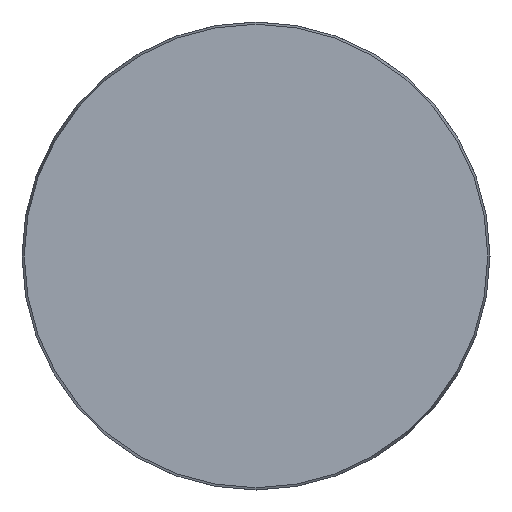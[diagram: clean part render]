
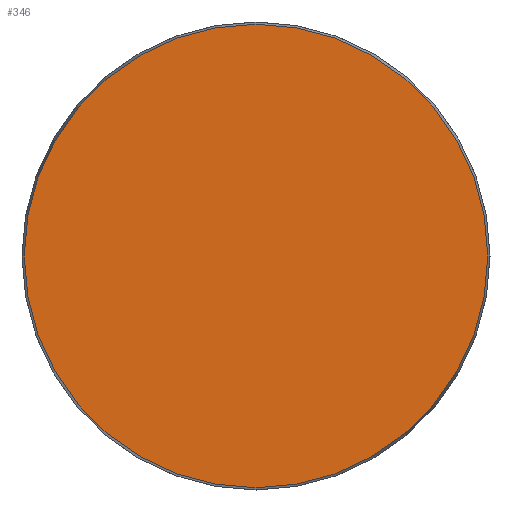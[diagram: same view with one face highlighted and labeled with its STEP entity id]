
A CAD part, front view. The second image highlights one B-rep face of the part: STEP entity #346.
In plain terms, the highlighted planar face has unit normal (0, -1, 0).
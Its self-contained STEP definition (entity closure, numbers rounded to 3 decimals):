
#46 = DIRECTION ( 'NONE',  ( 0., 1., 0. ) ) ;
#81 = CARTESIAN_POINT ( 'NONE',  ( 0., 0., -58.425 ) ) ;
#175 = DIRECTION ( 'NONE',  ( 0., 0., 1. ) ) ;
#179 = PLANE ( 'NONE',  #200 ) ;
#200 = AXIS2_PLACEMENT_3D ( 'NONE', #430, #46, #175 ) ;
#222 = FACE_OUTER_BOUND ( 'NONE', #492, .T. ) ;
#235 = CIRCLE ( 'NONE', #290, 58.425 ) ;
#242 = EDGE_CURVE ( 'NONE', #247, #247, #235, .T. ) ;
#247 = VERTEX_POINT ( 'NONE', #81 ) ;
#290 = AXIS2_PLACEMENT_3D ( 'NONE', #296, #479, #522 ) ;
#296 = CARTESIAN_POINT ( 'NONE',  ( 0., 0., 0. ) ) ;
#315 = ORIENTED_EDGE ( 'NONE', *, *, #242, .T. ) ;
#346 = ADVANCED_FACE ( 'NONE', ( #222 ), #179, .F. ) ;
#430 = CARTESIAN_POINT ( 'NONE',  ( -58.425, 0., 0. ) ) ;
#479 = DIRECTION ( 'NONE',  ( 0., -1., 0. ) ) ;
#492 = EDGE_LOOP ( 'NONE', ( #315 ) ) ;
#522 = DIRECTION ( 'NONE',  ( 0., 0., -1. ) ) ;
